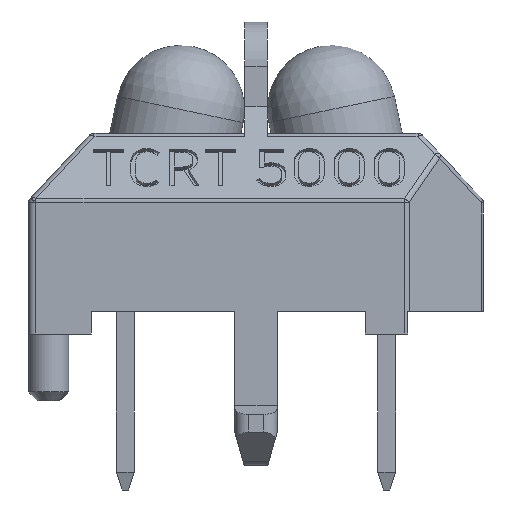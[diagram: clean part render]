
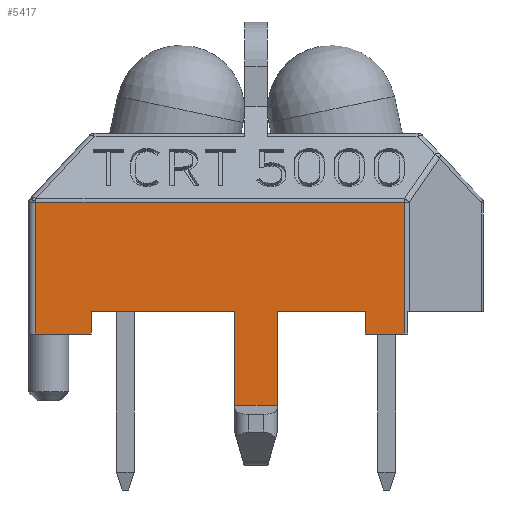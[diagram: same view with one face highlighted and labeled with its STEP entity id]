
A CAD part, front view. The second image highlights one B-rep face of the part: STEP entity #5417.
In plain terms, the highlighted planar face has unit normal (0, -1, 0).
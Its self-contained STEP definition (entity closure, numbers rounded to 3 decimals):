
#700=FACE_OUTER_BOUND('',#1022,.T.);
#1022=EDGE_LOOP('',(#4696,#4697,#4698,#4699,#4700,#4701,#4702,#4703,#4704,
#4705,#4706,#4707,#4708,#4709,#4710));
#1383=LINE('',#8835,#1901);
#1387=LINE('',#8845,#1905);
#1389=LINE('',#8848,#1907);
#1391=LINE('',#8855,#1909);
#1443=LINE('',#8973,#1961);
#1447=LINE('',#8981,#1965);
#1474=LINE('',#9038,#1992);
#1507=LINE('',#9128,#2025);
#1508=LINE('',#9131,#2026);
#1509=LINE('',#9134,#2027);
#1510=LINE('',#9136,#2028);
#1511=LINE('',#9137,#2029);
#1512=LINE('',#9138,#2030);
#1513=LINE('',#9140,#2031);
#1514=LINE('',#9141,#2032);
#1901=VECTOR('',#6390,10.);
#1905=VECTOR('',#6402,10.);
#1907=VECTOR('',#6406,10.);
#1909=VECTOR('',#6412,10.);
#1961=VECTOR('',#6524,10.);
#1965=VECTOR('',#6528,10.);
#1992=VECTOR('',#6575,10.);
#2025=VECTOR('',#6664,10.);
#2026=VECTOR('',#6669,10.);
#2027=VECTOR('',#6672,10.);
#2028=VECTOR('',#6673,10.);
#2029=VECTOR('',#6674,10.);
#2030=VECTOR('',#6675,10.);
#2031=VECTOR('',#6676,10.);
#2032=VECTOR('',#6677,10.);
#2475=VERTEX_POINT('',#8817);
#2476=VERTEX_POINT('',#8821);
#2479=VERTEX_POINT('',#8828);
#2482=VERTEX_POINT('',#8843);
#2485=VERTEX_POINT('',#8854);
#2520=VERTEX_POINT('',#8970);
#2521=VERTEX_POINT('',#8972);
#2524=VERTEX_POINT('',#8978);
#2525=VERTEX_POINT('',#8980);
#2540=VERTEX_POINT('',#9027);
#2545=VERTEX_POINT('',#9036);
#2574=VERTEX_POINT('',#9126);
#2575=VERTEX_POINT('',#9133);
#2576=VERTEX_POINT('',#9135);
#2577=VERTEX_POINT('',#9139);
#3160=EDGE_CURVE('',#2479,#2476,#1383,.T.);
#3165=EDGE_CURVE('',#2482,#2479,#1387,.T.);
#3167=EDGE_CURVE('',#2476,#2475,#1389,.T.);
#3170=EDGE_CURVE('',#2475,#2485,#1391,.T.);
#3230=EDGE_CURVE('',#2520,#2521,#1443,.T.);
#3234=EDGE_CURVE('',#2524,#2525,#1447,.T.);
#3265=EDGE_CURVE('',#2540,#2545,#1474,.T.);
#3310=EDGE_CURVE('',#2574,#2482,#1507,.T.);
#3311=EDGE_CURVE('',#2525,#2574,#1508,.T.);
#3312=EDGE_CURVE('',#2575,#2524,#1509,.T.);
#3313=EDGE_CURVE('',#2576,#2575,#1510,.T.);
#3314=EDGE_CURVE('',#2576,#2540,#1511,.T.);
#3315=EDGE_CURVE('',#2545,#2521,#1512,.T.);
#3316=EDGE_CURVE('',#2577,#2520,#1513,.T.);
#3317=EDGE_CURVE('',#2485,#2577,#1514,.T.);
#4696=ORIENTED_EDGE('',*,*,#3165,.F.);
#4697=ORIENTED_EDGE('',*,*,#3310,.F.);
#4698=ORIENTED_EDGE('',*,*,#3311,.F.);
#4699=ORIENTED_EDGE('',*,*,#3234,.F.);
#4700=ORIENTED_EDGE('',*,*,#3312,.F.);
#4701=ORIENTED_EDGE('',*,*,#3313,.F.);
#4702=ORIENTED_EDGE('',*,*,#3314,.T.);
#4703=ORIENTED_EDGE('',*,*,#3265,.T.);
#4704=ORIENTED_EDGE('',*,*,#3315,.T.);
#4705=ORIENTED_EDGE('',*,*,#3230,.F.);
#4706=ORIENTED_EDGE('',*,*,#3316,.F.);
#4707=ORIENTED_EDGE('',*,*,#3317,.F.);
#4708=ORIENTED_EDGE('',*,*,#3170,.F.);
#4709=ORIENTED_EDGE('',*,*,#3167,.F.);
#4710=ORIENTED_EDGE('',*,*,#3160,.F.);
#5117=PLANE('',#5729);
#5417=ADVANCED_FACE('',(#700),#5117,.T.);
#5729=AXIS2_PLACEMENT_3D('',#9132,#6670,#6671);
#6390=DIRECTION('',(0.682,0.,0.731));
#6402=DIRECTION('',(0.,0.,1.));
#6406=DIRECTION('',(1.,0.,0.));
#6412=DIRECTION('',(0.,0.,-1.));
#6524=DIRECTION('',(-1.,0.,0.));
#6528=DIRECTION('',(-1.,0.,0.));
#6575=DIRECTION('',(1.,0.,0.));
#6664=DIRECTION('',(-1.,0.,0.));
#6669=DIRECTION('',(0.,0.,-1.));
#6670=DIRECTION('center_axis',(0.,-1.,0.));
#6671=DIRECTION('ref_axis',(1.,0.,0.));
#6672=DIRECTION('',(0.,0.,1.));
#6673=DIRECTION('',(-0.271,0.,0.963));
#6674=DIRECTION('',(0.,0.,1.));
#6675=DIRECTION('',(0.,0.,1.));
#6676=DIRECTION('',(0.,0.,1.));
#6677=DIRECTION('',(-1.,0.,0.));
#8817=CARTESIAN_POINT('',(8.429,0.,2.955));
#8821=CARTESIAN_POINT('',(0.163,0.,2.955));
#8828=CARTESIAN_POINT('',(0.15,0.,2.941));
#8835=CARTESIAN_POINT('',(0.659,0.,3.486));
#8843=CARTESIAN_POINT('',(0.15,0.,0.));
#8845=CARTESIAN_POINT('',(0.15,0.,0.));
#8848=CARTESIAN_POINT('',(2.788,0.,2.955));
#8854=CARTESIAN_POINT('',(8.429,0.,0.));
#8855=CARTESIAN_POINT('',(8.429,0.,0.));
#8970=CARTESIAN_POINT('',(7.55,0.,0.5));
#8972=CARTESIAN_POINT('',(5.575,0.,0.5));
#8973=CARTESIAN_POINT('',(6.563,0.,0.5));
#8978=CARTESIAN_POINT('',(4.625,0.,0.5));
#8980=CARTESIAN_POINT('',(1.4,0.,0.5));
#8981=CARTESIAN_POINT('',(2.312,0.,0.5));
#9027=CARTESIAN_POINT('',(4.625,0.,-1.6));
#9036=CARTESIAN_POINT('',(5.575,0.,-1.6));
#9038=CARTESIAN_POINT('',(0.,0.,-1.6));
#9126=CARTESIAN_POINT('',(1.4,0.,0.));
#9128=CARTESIAN_POINT('',(0.7,0.,0.));
#9131=CARTESIAN_POINT('',(1.4,0.,0.25));
#9132=CARTESIAN_POINT('Origin',(5.575,0.,0.));
#9133=CARTESIAN_POINT('',(4.625,0.,-2.2));
#9134=CARTESIAN_POINT('',(4.625,0.,-1.1));
#9135=CARTESIAN_POINT('',(4.625,0.,-2.201));
#9136=CARTESIAN_POINT('',(4.281,0.,-0.978));
#9137=CARTESIAN_POINT('',(4.625,0.,0.));
#9138=CARTESIAN_POINT('',(5.575,0.,1.75));
#9139=CARTESIAN_POINT('',(7.55,0.,0.));
#9140=CARTESIAN_POINT('',(7.55,0.,0.));
#9141=CARTESIAN_POINT('',(7.037,0.,0.));
